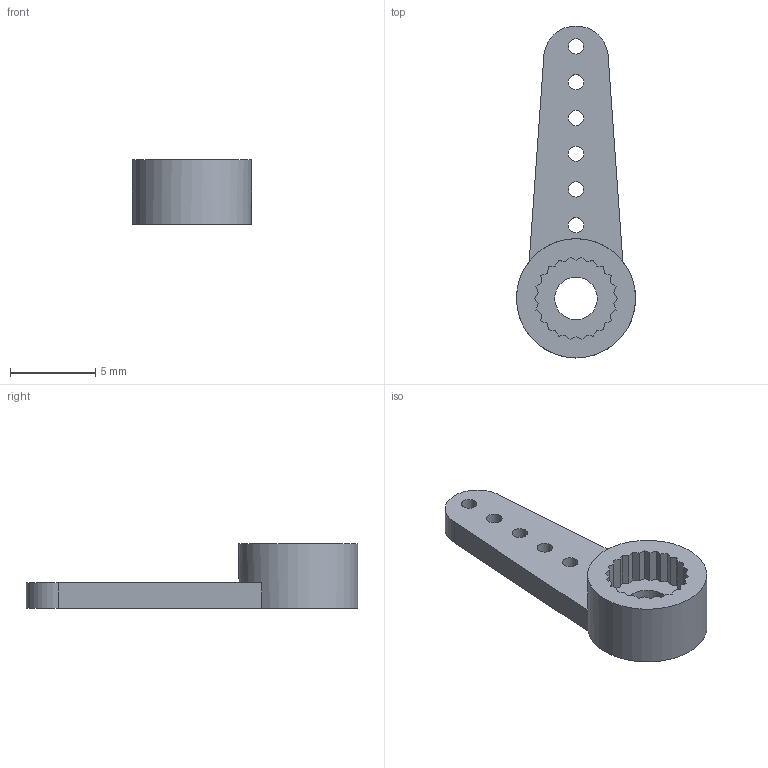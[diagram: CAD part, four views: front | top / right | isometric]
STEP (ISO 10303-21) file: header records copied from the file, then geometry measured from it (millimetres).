
FILE_DESCRIPTION(/* description */ (''),/* implementation_level */ '2;1');
FILE_NAME(/* name */ 'SG90_Arm_01 v6.step',/* time_stamp */ '2022-03-31T10:21:55+09:00',/* author */ (''),/* organization */ (''),/* preprocessor_version */ 'ST-DEVELOPER v18.1',/* originating_system */ 'Autodesk Translation Framework v10.13.0.1454',/* authorisation */ '');
FILE_SCHEMA (('AUTOMOTIVE_DESIGN { 1 0 10303 214 3 1 1 }'));
Length unit declared in the file: millimetre
Products named in the file (1): SG90_Arm_01
Bounding box: 7 x 19.5 x 3.8 mm (x, y, z)
Volume: 168.8 mm3; surface area: 371.3 mm2
Topology: 1 solids, 1 shells, 61 faces, 171 edges, 114 vertices
Faces by surface type: plane 51, cylinder 10
Full cylindrical faces by diameter (mm): 0.9 x6, 2.5 x1, 4.7 x1, 7 x1
Entity records: 2015 total; most frequent: CARTESIAN_POINT 347, ORIENTED_EDGE 342, DIRECTION 317, EDGE_CURVE 171, LINE 149, VECTOR 149, VERTEX_POINT 114, AXIS2_PLACEMENT_3D 84
